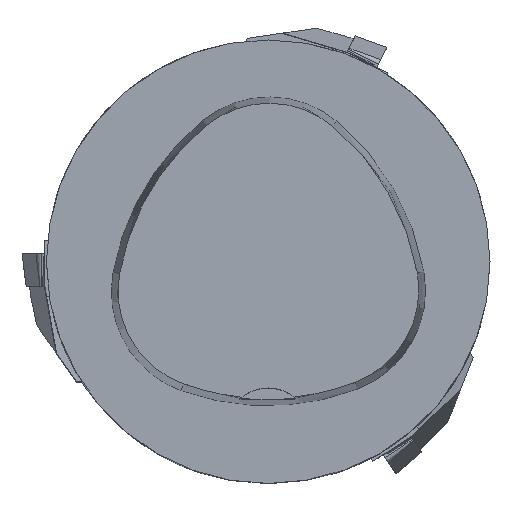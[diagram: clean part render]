
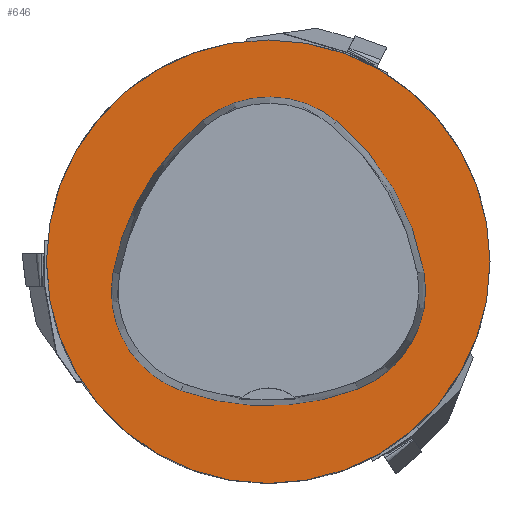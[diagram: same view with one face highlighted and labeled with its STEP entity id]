
A CAD part, top view. The second image highlights one B-rep face of the part: STEP entity #646.
In plain terms, the highlighted planar face has unit normal (0, 0, 1).
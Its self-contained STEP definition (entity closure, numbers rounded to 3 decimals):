
#580=FACE_BOUND('',#923,.T.);
#581=FACE_BOUND('',#924,.T.);
#646=ADVANCED_FACE('',(#580,#581),#734,.T.);
#734=PLANE('',#2240);
#923=EDGE_LOOP('',(#1229,#1230,#1231,#1232,#1233,#1234));
#924=EDGE_LOOP('',(#1235));
#1229=ORIENTED_EDGE('',*,*,#1827,.T.);
#1230=ORIENTED_EDGE('',*,*,#1807,.T.);
#1231=ORIENTED_EDGE('',*,*,#1811,.T.);
#1232=ORIENTED_EDGE('',*,*,#1814,.T.);
#1233=ORIENTED_EDGE('',*,*,#1817,.T.);
#1234=ORIENTED_EDGE('',*,*,#1825,.T.);
#1235=ORIENTED_EDGE('',*,*,#1798,.F.);
#1592=VERTEX_POINT('',#3202);
#1601=VERTEX_POINT('',#3221);
#1602=VERTEX_POINT('',#3222);
#1605=VERTEX_POINT('',#3230);
#1607=VERTEX_POINT('',#3236);
#1609=VERTEX_POINT('',#3242);
#1616=VERTEX_POINT('',#3263);
#1798=EDGE_CURVE('',#1592,#1592,#1979,.T.);
#1807=EDGE_CURVE('',#1601,#1602,#1980,.T.);
#1811=EDGE_CURVE('',#1602,#1605,#1982,.T.);
#1814=EDGE_CURVE('',#1605,#1607,#1984,.T.);
#1817=EDGE_CURVE('',#1607,#1609,#1986,.T.);
#1825=EDGE_CURVE('',#1609,#1616,#1990,.T.);
#1827=EDGE_CURVE('',#1616,#1601,#1992,.T.);
#1979=CIRCLE('',#2212,31.5);
#1980=CIRCLE('',#2218,36.);
#1982=CIRCLE('',#2221,15.);
#1984=CIRCLE('',#2224,36.);
#1986=CIRCLE('',#2227,15.);
#1990=CIRCLE('',#2232,36.);
#1992=CIRCLE('',#2235,15.);
#2212=AXIS2_PLACEMENT_3D('',#3201,#2552,#2553);
#2218=AXIS2_PLACEMENT_3D('',#3220,#2568,#2569);
#2221=AXIS2_PLACEMENT_3D('',#3229,#2576,#2577);
#2224=AXIS2_PLACEMENT_3D('',#3235,#2583,#2584);
#2227=AXIS2_PLACEMENT_3D('',#3241,#2590,#2591);
#2232=AXIS2_PLACEMENT_3D('',#3264,#2602,#2603);
#2235=AXIS2_PLACEMENT_3D('',#3267,#2608,#2609);
#2240=AXIS2_PLACEMENT_3D('',#3272,#2618,#2619);
#2552=DIRECTION('',(0.,0.,-1.));
#2553=DIRECTION('',(-1.,0.,0.));
#2568=DIRECTION('',(0.,0.,-1.));
#2569=DIRECTION('',(-1.,0.,0.));
#2576=DIRECTION('',(0.,0.,-1.));
#2577=DIRECTION('',(-1.,0.,0.));
#2583=DIRECTION('',(0.,0.,-1.));
#2584=DIRECTION('',(-1.,0.,0.));
#2590=DIRECTION('',(0.,0.,-1.));
#2591=DIRECTION('',(-1.,0.,0.));
#2602=DIRECTION('',(0.,0.,-1.));
#2603=DIRECTION('',(-1.,0.,0.));
#2608=DIRECTION('',(0.,0.,-1.));
#2609=DIRECTION('',(-1.,0.,0.));
#2618=DIRECTION('',(0.,0.,1.));
#2619=DIRECTION('',(1.,0.,0.));
#3201=CARTESIAN_POINT('',(0.,0.,0.));
#3202=CARTESIAN_POINT('',(-31.5,0.,0.));
#3220=CARTESIAN_POINT('',(13.398,-7.893,0.));
#3221=CARTESIAN_POINT('',(-22.041,-1.562,0.));
#3222=CARTESIAN_POINT('',(-9.317,20.036,0.));
#3229=CARTESIAN_POINT('',(0.148,8.399,0.));
#3230=CARTESIAN_POINT('',(9.779,19.898,0.));
#3235=CARTESIAN_POINT('',(-13.337,-7.7,0.));
#3236=CARTESIAN_POINT('',(22.122,-1.48,0.));
#3241=CARTESIAN_POINT('',(7.347,-4.071,0.));
#3242=CARTESIAN_POINT('',(12.693,-18.087,0.));
#3263=CARTESIAN_POINT('',(-12.373,-18.307,0.));
#3264=CARTESIAN_POINT('',(-0.137,15.55,0.));
#3267=CARTESIAN_POINT('',(-7.275,-4.2,0.));
#3272=CARTESIAN_POINT('',(0.,0.,0.));
